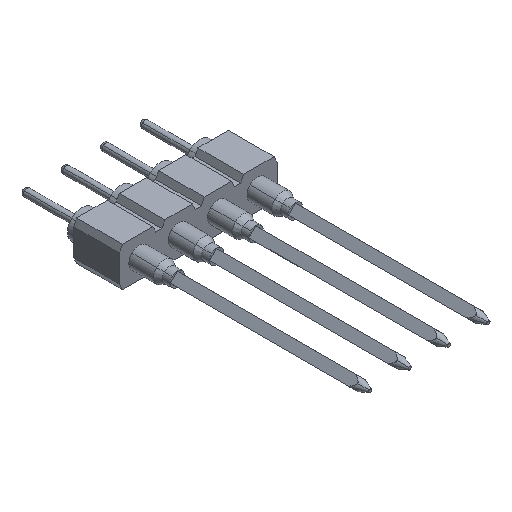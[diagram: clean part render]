
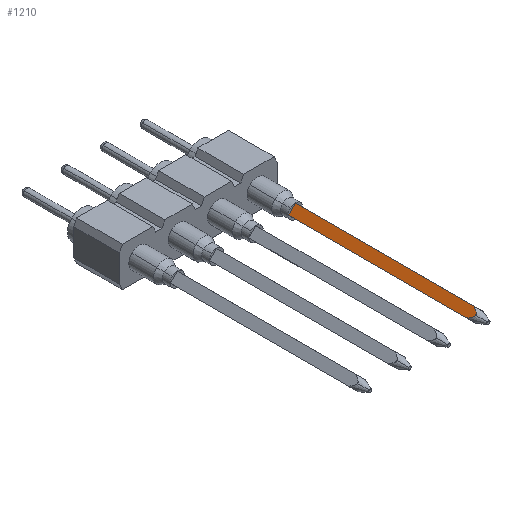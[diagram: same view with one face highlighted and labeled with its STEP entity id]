
A CAD part, isometric view. The second image highlights one B-rep face of the part: STEP entity #1210.
In plain terms, the highlighted planar face has unit normal (-0.707, 0, 0.707).
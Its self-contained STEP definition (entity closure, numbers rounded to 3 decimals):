
#806=EDGE_CURVE('',#1528,#1694,#2181,.T.);
#926=EDGE_CURVE('',#988,#1364,#2310,.T.);
#988=VERTEX_POINT('',#2376);
#1000=EDGE_CURVE('',#1364,#1694,#2389,.T.);
#1210=ADVANCED_FACE('',(#2622),#2623,.F.);
#1364=VERTEX_POINT('',#2794);
#1408=EDGE_CURVE('',#1444,#988,#2845,.T.);
#1444=VERTEX_POINT('',#2886);
#1528=VERTEX_POINT('',#2986);
#1624=EDGE_CURVE('',#1444,#1528,#3097,.T.);
#1694=VERTEX_POINT('',#3177);
#2181=(B_SPLINE_CURVE(2,(#3767,#3768,#3769),.UNSPECIFIED.,.F.,.F.)B_SPLINE_CURVE_WITH_KNOTS((3,3),(0.0,2.884),.UNSPECIFIED.)RATIONAL_B_SPLINE_CURVE((1.0,2.441,1.0))BOUNDED_CURVE()REPRESENTATION_ITEM('')GEOMETRIC_REPRESENTATION_ITEM()CURVE());
#2310=LINE('',#3959,#3960);
#2376=CARTESIAN_POINT('',(3.361,-2.45,0.0));
#2389=LINE('',#4081,#4082);
#2622=FACE_OUTER_BOUND('',#4394,.T.);
#2623=PLANE('',#4395);
#2794=CARTESIAN_POINT('',(3.81,-2.45,0.449));
#2845=LINE('',#4719,#4720);
#2886=CARTESIAN_POINT('',(3.361,-13.951,0.0));
#2986=CARTESIAN_POINT('',(3.585,-14.312,0.225));
#3097=(B_SPLINE_CURVE(2,(#5101,#5102,#5103),.UNSPECIFIED.,.F.,.F.)B_SPLINE_CURVE_WITH_KNOTS((3,3),(0.0,2.884),.UNSPECIFIED.)RATIONAL_B_SPLINE_CURVE((1.0,2.441,1.0))BOUNDED_CURVE()REPRESENTATION_ITEM('')GEOMETRIC_REPRESENTATION_ITEM()CURVE());
#3177=CARTESIAN_POINT('',(3.81,-13.951,0.449));
#3767=CARTESIAN_POINT('',(3.086,-13.056,-0.275));
#3768=CARTESIAN_POINT('',(3.585,-14.827,0.225));
#3769=CARTESIAN_POINT('',(4.085,-13.056,0.724));
#3959=CARTESIAN_POINT('',(3.585,-2.45,0.225));
#3960=VECTOR('',#6026,1.);
#4081=CARTESIAN_POINT('',(3.81,-8.43,0.449));
#4082=VECTOR('',#6103,1.0);
#4394=EDGE_LOOP('',(#6365,#6366,#6367,#6368,#6369));
#4395=AXIS2_PLACEMENT_3D('',#6370,#6371,#6372);
#4719=CARTESIAN_POINT('',(3.361,-8.43,0.0));
#4720=VECTOR('',#6639,1.0);
#5101=CARTESIAN_POINT('',(3.086,-13.056,-0.275));
#5102=CARTESIAN_POINT('',(3.585,-14.827,0.225));
#5103=CARTESIAN_POINT('',(4.085,-13.056,0.724));
#6026=DIRECTION('',(0.707,0.0,0.707));
#6103=DIRECTION('',(0.0,-1.0,0.0));
#6365=ORIENTED_EDGE('',*,*,#1624,.T.);
#6366=ORIENTED_EDGE('',*,*,#806,.T.);
#6367=ORIENTED_EDGE('',*,*,#1000,.F.);
#6368=ORIENTED_EDGE('',*,*,#926,.F.);
#6369=ORIENTED_EDGE('',*,*,#1408,.F.);
#6370=CARTESIAN_POINT('',(3.585,-8.43,0.225));
#6371=DIRECTION('',(0.707,0.0,-0.707));
#6372=DIRECTION('',(-0.707,0.0,-0.707));
#6639=DIRECTION('',(0.0,1.0,0.0));
